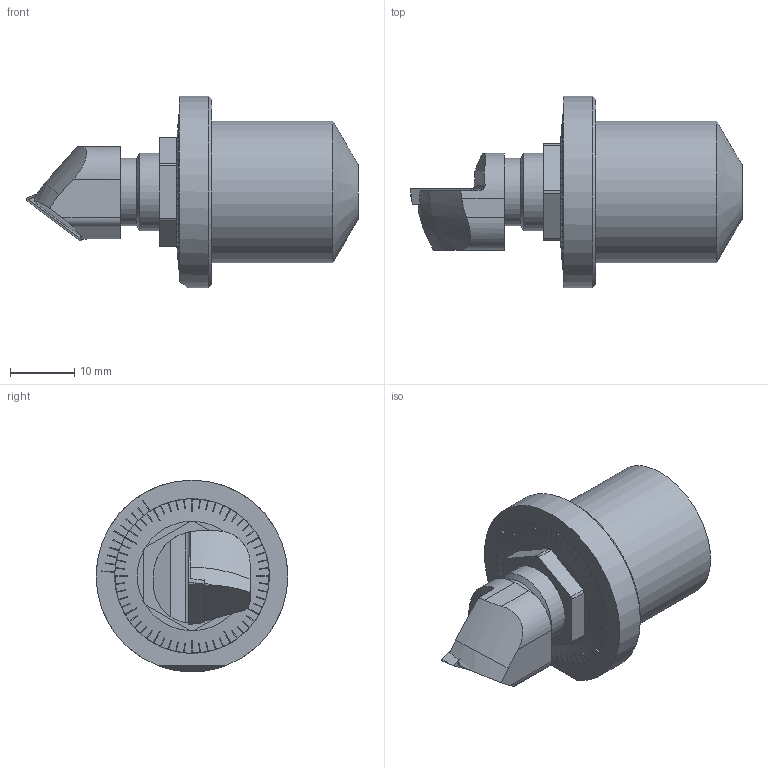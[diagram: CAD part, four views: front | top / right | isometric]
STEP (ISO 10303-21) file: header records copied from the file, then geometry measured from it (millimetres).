
FILE_DESCRIPTION(/* description */ (''),/* implementation_level */ '2;1');
FILE_NAME(/* name */ '1572850864589.stp',/* time_stamp */ '2019-11-04T08:01:12+01:00',/* author */ (''),/* organization */ ('SMS'),/* preprocessor_version */ 'ST-DEVELOPER v16.7',/* originating_system */ 'SIEMENS PLM Software NX 12.0',/* authorisation */ '');
FILE_SCHEMA (('AUTOMOTIVE_DESIGN { 1 0 10303 214 3 1 1 1 }'));
Length unit declared in the file: millimetre
Products named in the file (7): ASSEMBLY_CONSTRUCTION; 202638253mod000_00; 202638248mod000_00; 202644930mod000_00; 202645924mod000_00; 202638250mod000_00; 202645925mod000_00
Assembly tree (6 placements, depth 3):
  202645925mod000_00
    202638250mod000_00
      202638248mod000_00
      202638253mod000_00
      ASSEMBLY_CONSTRUCTION
    202645924mod000_00
    202644930mod000_00
Bounding box: 51.51 x 29.75 x 29.75 mm (x, y, z)
Volume: 13264.8 mm3; surface area: 6357.1 mm2
Topology: 3 solids, 3 shells, 363 faces, 1037 edges, 693 vertices
Faces by surface type: plane 324, cylinder 26, cone 9, torus 4
Full cylindrical faces by diameter (mm): 2.8 x2, 7 x1, 7.008 x1, 10.5 x1, 12 x2, 21.986 x1, 23.974 x1, 29.75 x1
Entity records: 12191 total; most frequent: CARTESIAN_POINT 2787, ORIENTED_EDGE 2008, DIRECTION 1772, EDGE_CURVE 1004, VERTEX_POINT 673, LINE 608, VECTOR 608, AXIS2_PLACEMENT_3D 582
